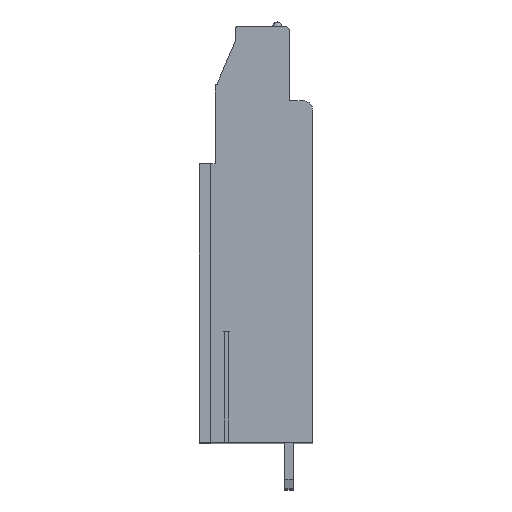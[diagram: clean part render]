
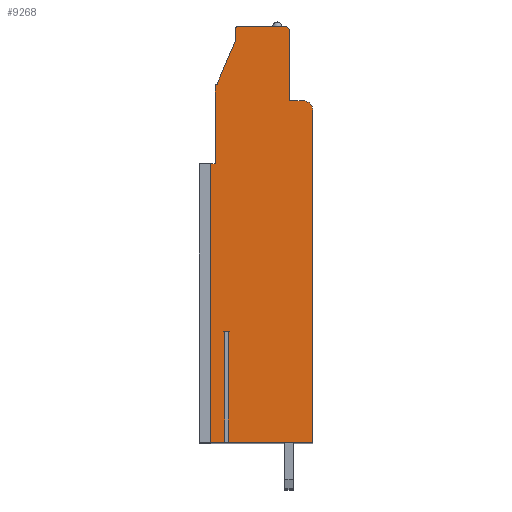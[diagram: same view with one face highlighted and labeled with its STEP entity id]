
A CAD part, top view. The second image highlights one B-rep face of the part: STEP entity #9268.
In plain terms, the highlighted planar face has unit normal (0, 0, 1).
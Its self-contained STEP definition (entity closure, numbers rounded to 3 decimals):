
#13=DIRECTION('',(0.,1.,0.));
#14=VECTOR('',#13,30.);
#15=CARTESIAN_POINT('',(-5.16,-17.199,88.9));
#16=LINE('',#15,#14);
#17=DIRECTION('',(-1.,0.,0.));
#18=VECTOR('',#17,0.5);
#19=CARTESIAN_POINT('',(-4.66,12.801,88.9));
#20=LINE('',#19,#18);
#21=DIRECTION('',(0.,-1.,0.));
#22=VECTOR('',#21,8.4);
#23=CARTESIAN_POINT('',(-4.66,21.201,88.9));
#24=LINE('',#23,#22);
#25=CARTESIAN_POINT('',(-4.46,21.201,88.9));
#26=DIRECTION('',(0.,0.,1.));
#27=DIRECTION('',(0.,1.,0.));
#28=AXIS2_PLACEMENT_3D('',#25,#26,#27);
#30=DIRECTION('',(-0.392,-0.92,0.));
#31=VECTOR('',#30,5.108);
#32=CARTESIAN_POINT('',(-2.46,26.101,88.9));
#33=LINE('',#32,#31);
#34=DIRECTION('',(0.,-1.,0.));
#35=VECTOR('',#34,1.2);
#36=CARTESIAN_POINT('',(-2.46,27.301,88.9));
#37=LINE('',#36,#35);
#38=CARTESIAN_POINT('',(-2.16,27.301,88.9));
#39=DIRECTION('',(0.,0.,1.));
#40=DIRECTION('',(0.,1.,0.));
#41=AXIS2_PLACEMENT_3D('',#38,#39,#40);
#43=DIRECTION('',(-1.,0.,0.));
#44=VECTOR('',#43,5.);
#45=CARTESIAN_POINT('',(2.84,27.601,88.9));
#46=LINE('',#45,#44);
#47=CARTESIAN_POINT('',(2.84,27.101,88.9));
#48=DIRECTION('',(0.,0.,1.));
#49=DIRECTION('',(1.,0.,0.));
#50=AXIS2_PLACEMENT_3D('',#47,#48,#49);
#52=DIRECTION('',(0.,1.,0.));
#53=VECTOR('',#52,7.5);
#54=CARTESIAN_POINT('',(3.34,19.601,88.9));
#55=LINE('',#54,#53);
#56=DIRECTION('',(-1.,0.,0.));
#57=VECTOR('',#56,1.5);
#58=CARTESIAN_POINT('',(4.84,19.601,88.9));
#59=LINE('',#58,#57);
#60=CARTESIAN_POINT('',(4.84,18.601,88.9));
#61=DIRECTION('',(0.,0.,1.));
#62=DIRECTION('',(1.,0.,0.));
#63=AXIS2_PLACEMENT_3D('',#60,#61,#62);
#65=DIRECTION('',(0.,1.,0.));
#66=VECTOR('',#65,35.8);
#67=CARTESIAN_POINT('',(5.84,-17.199,88.9));
#68=LINE('',#67,#66);
#69=DIRECTION('',(1.,0.,0.));
#70=VECTOR('',#69,9.11);
#71=CARTESIAN_POINT('',(-3.27,-17.199,88.9));
#72=LINE('',#71,#70);
#73=DIRECTION('',(0.,1.,0.));
#74=VECTOR('',#73,11.95);
#75=CARTESIAN_POINT('',(-3.27,-17.199,88.9));
#76=LINE('',#75,#74);
#77=DIRECTION('',(-1.,0.,0.));
#78=VECTOR('',#77,0.38);
#79=CARTESIAN_POINT('',(-3.27,-5.249,88.9));
#80=LINE('',#79,#78);
#81=DIRECTION('',(0.,1.,0.));
#82=VECTOR('',#81,11.95);
#83=CARTESIAN_POINT('',(-3.65,-17.199,88.9));
#84=LINE('',#83,#82);
#85=DIRECTION('',(1.,0.,0.));
#86=VECTOR('',#85,1.51);
#87=CARTESIAN_POINT('',(-5.16,-17.199,88.9));
#88=LINE('',#87,#86);
#7113=CARTESIAN_POINT('',(5.84,-17.199,88.9));
#7114=CARTESIAN_POINT('',(5.84,18.601,88.9));
#7115=VERTEX_POINT('',#7113);
#7116=VERTEX_POINT('',#7114);
#7117=CARTESIAN_POINT('',(4.84,19.601,88.9));
#7118=VERTEX_POINT('',#7117);
#7119=CARTESIAN_POINT('',(3.34,19.601,88.9));
#7120=VERTEX_POINT('',#7119);
#7121=CARTESIAN_POINT('',(3.34,27.101,88.9));
#7122=VERTEX_POINT('',#7121);
#7123=CARTESIAN_POINT('',(2.84,27.601,88.9));
#7124=VERTEX_POINT('',#7123);
#7125=CARTESIAN_POINT('',(-2.16,27.601,88.9));
#7126=VERTEX_POINT('',#7125);
#7127=CARTESIAN_POINT('',(-2.46,27.301,88.9));
#7128=VERTEX_POINT('',#7127);
#7129=CARTESIAN_POINT('',(-2.46,26.101,88.9));
#7130=VERTEX_POINT('',#7129);
#7131=CARTESIAN_POINT('',(-4.46,21.401,88.9));
#7132=VERTEX_POINT('',#7131);
#7133=CARTESIAN_POINT('',(-4.66,21.201,88.9));
#7134=VERTEX_POINT('',#7133);
#7135=CARTESIAN_POINT('',(-4.66,12.801,88.9));
#7136=VERTEX_POINT('',#7135);
#7249=CARTESIAN_POINT('',(-3.27,-5.249,88.9));
#7250=CARTESIAN_POINT('',(-3.65,-5.249,88.9));
#7251=VERTEX_POINT('',#7249);
#7252=VERTEX_POINT('',#7250);
#7253=CARTESIAN_POINT('',(-3.27,-17.199,88.9));
#7254=VERTEX_POINT('',#7253);
#7255=CARTESIAN_POINT('',(-3.65,-17.199,88.9));
#7256=VERTEX_POINT('',#7255);
#7265=CARTESIAN_POINT('',(-5.16,-17.199,88.9));
#7266=CARTESIAN_POINT('',(-5.16,12.801,88.9));
#7267=VERTEX_POINT('',#7265);
#7268=VERTEX_POINT('',#7266);
#9225=CARTESIAN_POINT('',(0.,0.,88.9));
#9226=DIRECTION('',(0.,0.,1.));
#9227=DIRECTION('',(1.,0.,0.));
#9228=AXIS2_PLACEMENT_3D('',#9225,#9226,#9227);
#9229=PLANE('',#9228);
#9231=ORIENTED_EDGE('',*,*,#9230,.T.);
#9233=ORIENTED_EDGE('',*,*,#9232,.F.);
#9235=ORIENTED_EDGE('',*,*,#9234,.F.);
#9237=ORIENTED_EDGE('',*,*,#9236,.F.);
#9239=ORIENTED_EDGE('',*,*,#9238,.F.);
#9241=ORIENTED_EDGE('',*,*,#9240,.F.);
#9243=ORIENTED_EDGE('',*,*,#9242,.F.);
#9245=ORIENTED_EDGE('',*,*,#9244,.F.);
#9247=ORIENTED_EDGE('',*,*,#9246,.F.);
#9249=ORIENTED_EDGE('',*,*,#9248,.F.);
#9251=ORIENTED_EDGE('',*,*,#9250,.F.);
#9253=ORIENTED_EDGE('',*,*,#9252,.F.);
#9255=ORIENTED_EDGE('',*,*,#9254,.F.);
#9257=ORIENTED_EDGE('',*,*,#9256,.F.);
#9259=ORIENTED_EDGE('',*,*,#9258,.T.);
#9261=ORIENTED_EDGE('',*,*,#9260,.T.);
#9263=ORIENTED_EDGE('',*,*,#9262,.F.);
#9265=ORIENTED_EDGE('',*,*,#9264,.F.);
#9266=EDGE_LOOP('',(#9231,#9233,#9235,#9237,#9239,#9241,#9243,#9245,#9247,#9249,
#9251,#9253,#9255,#9257,#9259,#9261,#9263,#9265));
#9267=FACE_OUTER_BOUND('',#9266,.F.);
#29=CIRCLE('',#28,0.2);
#42=CIRCLE('',#41,0.3);
#51=CIRCLE('',#50,0.5);
#64=CIRCLE('',#63,1.);
#9230=EDGE_CURVE('',#7267,#7268,#16,.T.);
#9232=EDGE_CURVE('',#7136,#7268,#20,.T.);
#9234=EDGE_CURVE('',#7134,#7136,#24,.T.);
#9236=EDGE_CURVE('',#7132,#7134,#29,.T.);
#9238=EDGE_CURVE('',#7130,#7132,#33,.T.);
#9240=EDGE_CURVE('',#7128,#7130,#37,.T.);
#9242=EDGE_CURVE('',#7126,#7128,#42,.T.);
#9244=EDGE_CURVE('',#7124,#7126,#46,.T.);
#9246=EDGE_CURVE('',#7122,#7124,#51,.T.);
#9248=EDGE_CURVE('',#7120,#7122,#55,.T.);
#9250=EDGE_CURVE('',#7118,#7120,#59,.T.);
#9252=EDGE_CURVE('',#7116,#7118,#64,.T.);
#9254=EDGE_CURVE('',#7115,#7116,#68,.T.);
#9256=EDGE_CURVE('',#7254,#7115,#72,.T.);
#9258=EDGE_CURVE('',#7254,#7251,#76,.T.);
#9260=EDGE_CURVE('',#7251,#7252,#80,.T.);
#9262=EDGE_CURVE('',#7256,#7252,#84,.T.);
#9264=EDGE_CURVE('',#7267,#7256,#88,.T.);
#9268=ADVANCED_FACE('',(#9267),#9229,.T.);
